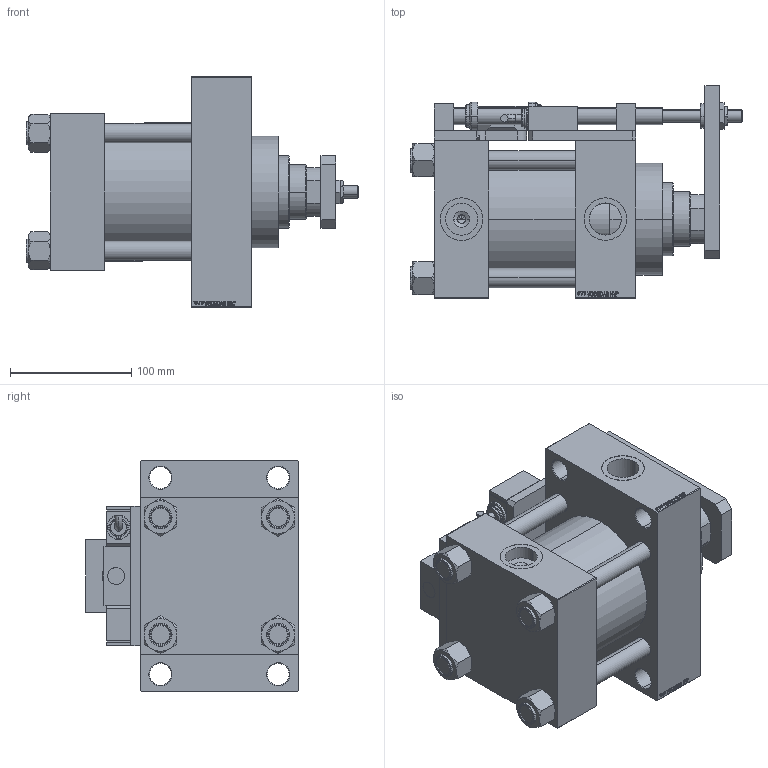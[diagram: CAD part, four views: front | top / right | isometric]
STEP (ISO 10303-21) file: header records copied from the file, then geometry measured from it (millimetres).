
FILE_DESCRIPTION (( 'STEP AP203' ), '1' );
FILE_NAME ('ad99.STEP', '2023-04-11T12:08:26', ( '' ), ( '' ), 'SwSTEP 2.0', 'SolidWorks 2019', '' );
FILE_SCHEMA (( 'CONFIG_CONTROL_DESIGN' ));
Length unit declared in the file: millimetre
Products named in the file (17): V215CD_SWITCH_Q_NUT10 f18f19e9479e90d5fa253a490048c693; V215CD_SWITCH_Q_SWITCH f18f19e9479e90d5fa253a490048c693; V215CD_D_TYCINKA f18f19e9479e90d5fa253a490048c693; V215CD_SWITCH_Q_BLOK f18f19e9479e90d5fa253a490048c693; V215CD_SWITCH_Q_PODLOZKA_FRONT f18f19e9479e90d5fa253a490048c693; Zatka_pro_OIL_PORT f18f19e9479e90d5fa253a490048c693; V215CD_SWITCH_Q_MAGNET f18f19e9479e90d5fa253a490048c693; V215CD_SWITCH_Q_DIMA f18f19e9479e90d5fa253a490048c693; V215CD_SWITCH_Q_TYC f18f19e9479e90d5fa253a490048c693; ad99; V215CD_VCP_D f18f19e9479e90d5fa253a490048c693; V215CD_SWITCH_Q_ZARAZKA f18f19e9479e90d5fa253a490048c693; V215CD_SWITCH_Q_PODLOZKA_BACK f18f19e9479e90d5fa253a490048c693; V215CD_D_Body f18f19e9479e90d5fa253a490048c693; V215CD_NUT_M5_D f18f19e9479e90d5fa253a490048c693; V215CD_SWITCH_Q_NUT f18f19e9479e90d5fa253a490048c693; V215CD_VC_A f18f19e9479e90d5fa253a490048c693
Assembly tree (26 placements, depth 2):
  ad99
    V215CD_D_Body f18f19e9479e90d5fa253a490048c693
    V215CD_VC_A f18f19e9479e90d5fa253a490048c693
    V215CD_VCP_D f18f19e9479e90d5fa253a490048c693
    V215CD_D_TYCINKA f18f19e9479e90d5fa253a490048c693  x4
    V215CD_NUT_M5_D f18f19e9479e90d5fa253a490048c693  x4
    V215CD_SWITCH_Q_BLOK f18f19e9479e90d5fa253a490048c693  x2
    V215CD_SWITCH_Q_DIMA f18f19e9479e90d5fa253a490048c693
    V215CD_SWITCH_Q_MAGNET f18f19e9479e90d5fa253a490048c693  x2
    V215CD_SWITCH_Q_NUT f18f19e9479e90d5fa253a490048c693
    V215CD_SWITCH_Q_NUT10 f18f19e9479e90d5fa253a490048c693
    V215CD_SWITCH_Q_PODLOZKA_BACK f18f19e9479e90d5fa253a490048c693
    V215CD_SWITCH_Q_PODLOZKA_FRONT f18f19e9479e90d5fa253a490048c693
    V215CD_SWITCH_Q_SWITCH f18f19e9479e90d5fa253a490048c693  x2
    V215CD_SWITCH_Q_TYC f18f19e9479e90d5fa253a490048c693
    V215CD_SWITCH_Q_ZARAZKA f18f19e9479e90d5fa253a490048c693
    Zatka_pro_OIL_PORT f18f19e9479e90d5fa253a490048c693  x2
Bounding box: 273.5 x 175 x 190 mm (x, y, z)
Volume: 2905112.7 mm3; surface area: 459010.9 mm2
Topology: 26 solids, 26 shells, 1480 faces, 3654 edges, 2359 vertices
Faces by surface type: plane 714, bspline 368, cone 195, cylinder 167, torus 36
Entity records: 55476 total; most frequent: CARTESIAN_POINT 26727, ORIENTED_EDGE 6056, DIRECTION 4343, EDGE_CURVE 3028, VERTEX_POINT 1975, LINE 1777, VECTOR 1777, EDGE_LOOP 1375
